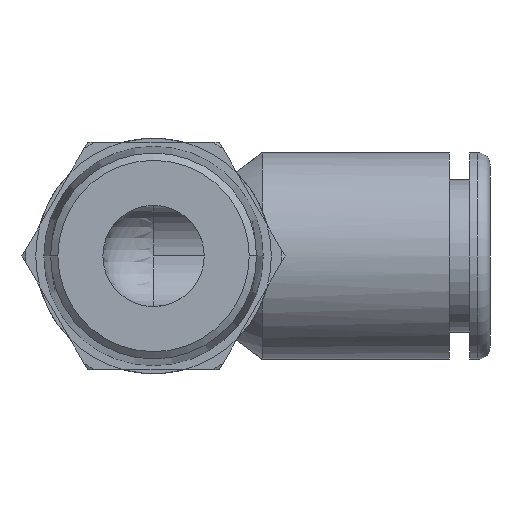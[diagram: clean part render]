
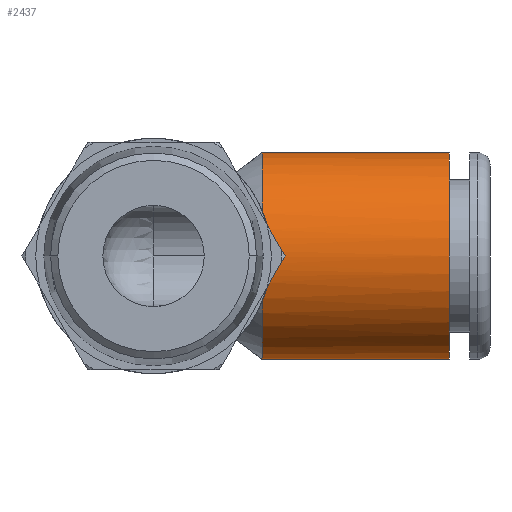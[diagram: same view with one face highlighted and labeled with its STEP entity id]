
A CAD part, front view. The second image highlights one B-rep face of the part: STEP entity #2437.
In plain terms, the highlighted cylindrical face has radius 6.477 mm (diameter 12.954 mm), a partial arc.
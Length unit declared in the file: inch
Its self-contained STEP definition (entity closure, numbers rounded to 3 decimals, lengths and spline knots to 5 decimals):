
#648=CARTESIAN_POINT('',(0.268,-0.24656,0.06505));
#649=CARTESIAN_POINT('',(0.27272,-0.24855,
0.05751));
#650=CARTESIAN_POINT('',(0.28025,-0.25177,
0.04245));
#651=CARTESIAN_POINT('',(0.28637,-0.25443,
0.02097));
#652=CARTESIAN_POINT('',(0.28833,-0.25529,
0.));
#653=CARTESIAN_POINT('',(0.28637,-0.25443,
-0.02097));
#654=CARTESIAN_POINT('',(0.28025,-0.25177,
-0.04245));
#655=CARTESIAN_POINT('',(0.27272,-0.24855,
-0.05751));
#656=CARTESIAN_POINT('',(0.268,-0.24656,-0.06505));
#804=CARTESIAN_POINT('',(0.268,-0.24656,-0.06505));
#806=CARTESIAN_POINT('',(0.268,0.,0.));
#807=DIRECTION('',(-1.,0.,0.));
#808=DIRECTION('',(0.,0.,-1.));
#809=AXIS2_PLACEMENT_3D('',#806,#807,#808);
#826=CARTESIAN_POINT('',(0.268,0.,0.));
#827=DIRECTION('',(-1.,0.,0.));
#828=DIRECTION('',(0.,-0.967,0.255));
#829=AXIS2_PLACEMENT_3D('',#826,#827,#828);
#831=CARTESIAN_POINT('',(0.268,-0.24656,0.06505));
#941=DIRECTION('',(-1.,0.,0.));
#942=VECTOR('',#941,0.462);
#943=CARTESIAN_POINT('',(0.73,0.,0.255));
#944=LINE('',#943,#942);
#945=CARTESIAN_POINT('',(0.73,0.,0.));
#946=DIRECTION('',(-1.,0.,0.));
#947=DIRECTION('',(0.,0.,-1.));
#948=AXIS2_PLACEMENT_3D('',#945,#946,#947);
#950=DIRECTION('',(-1.,0.,0.));
#951=VECTOR('',#950,0.462);
#952=CARTESIAN_POINT('',(0.73,0.,-0.255));
#953=LINE('',#952,#951);
#1170=CARTESIAN_POINT('',(0.73,0.,-0.255));
#1171=CARTESIAN_POINT('',(0.268,0.,
-0.255));
#1172=VERTEX_POINT('',#1170);
#1173=VERTEX_POINT('',#1171);
#1174=CARTESIAN_POINT('',(0.73,0.,0.255));
#1175=CARTESIAN_POINT('',(0.268,0.,
0.255));
#1176=VERTEX_POINT('',#1174);
#1177=VERTEX_POINT('',#1175);
#1322=VERTEX_POINT('',#831);
#1325=VERTEX_POINT('',#804);
#2423=CARTESIAN_POINT('',(-0.0415,0.,0.));
#2424=DIRECTION('',(1.,0.,0.));
#2425=DIRECTION('',(0.,0.,1.));
#2426=AXIS2_PLACEMENT_3D('',#2423,#2424,#2425);
#2427=CYLINDRICAL_SURFACE('',#2426,0.255);
#2428=ORIENTED_EDGE('',*,*,#2286,.T.);
#2429=ORIENTED_EDGE('',*,*,#2168,.F.);
#2430=ORIENTED_EDGE('',*,*,#2300,.T.);
#2431=ORIENTED_EDGE('',*,*,#2418,.F.);
#2433=ORIENTED_EDGE('',*,*,#2432,.F.);
#2434=ORIENTED_EDGE('',*,*,#2414,.T.);
#2435=EDGE_LOOP('',(#2428,#2429,#2430,#2431,#2433,#2434));
#2436=FACE_OUTER_BOUND('',#2435,.F.);
#2437=ADVANCED_FACE('',(#2436),#2427,.T.);
#657=B_SPLINE_CURVE_WITH_KNOTS('',3,(#648,#649,#650,#651,#652,#653,#654,#655,
#656),.UNSPECIFIED.,.F.,.F.,(4,1,1,1,1,1,4),(0.,0.16667,
0.33333,0.5,0.66667,0.83333,1.),
.UNSPECIFIED.);
#810=CIRCLE('',#809,0.255);
#830=CIRCLE('',#829,0.255);
#949=CIRCLE('',#948,0.255);
#2168=EDGE_CURVE('',#1322,#1325,#657,.T.);
#2286=EDGE_CURVE('',#1173,#1325,#810,.T.);
#2300=EDGE_CURVE('',#1322,#1177,#830,.T.);
#2414=EDGE_CURVE('',#1172,#1173,#953,.T.);
#2418=EDGE_CURVE('',#1176,#1177,#944,.T.);
#2432=EDGE_CURVE('',#1172,#1176,#949,.T.);
